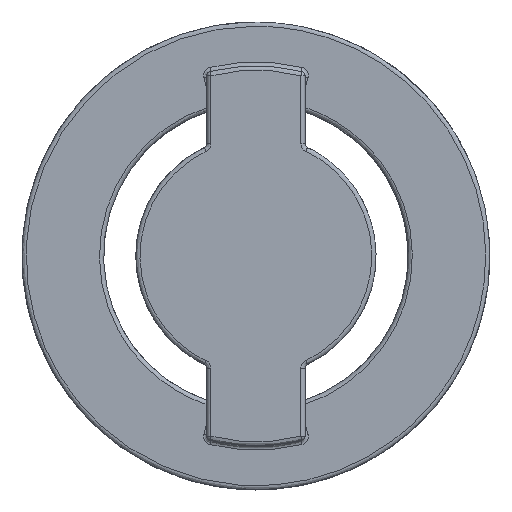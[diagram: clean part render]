
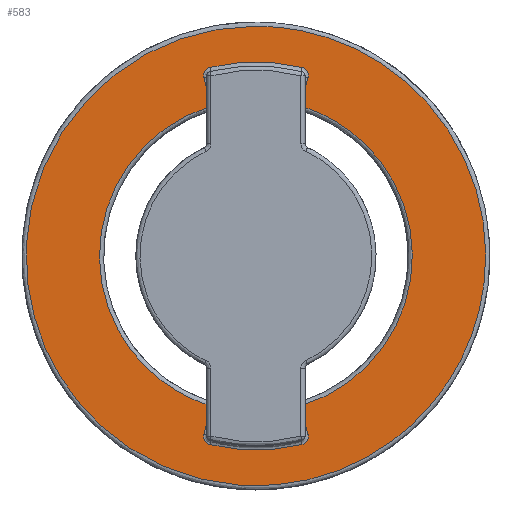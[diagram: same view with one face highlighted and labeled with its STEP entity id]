
A CAD part, left-side view. The second image highlights one B-rep face of the part: STEP entity #583.
In plain terms, the highlighted free-form (B-spline) face has degree [1, 1] with [2, 2] control points.
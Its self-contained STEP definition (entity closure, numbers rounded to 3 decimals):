
#583 = ADVANCED_FACE('',(#584,#598),#692,.T.);
#584 = FACE_BOUND('',#585,.T.);
#585 = EDGE_LOOP('',(#586));
#586 = ORIENTED_EDGE('',*,*,#587,.T.);
#587 = EDGE_CURVE('',#588,#588,#590,.T.);
#588 = VERTEX_POINT('',#589);
#589 = CARTESIAN_POINT('',(-13.,0.,20.112));
#590 = ( BOUNDED_CURVE() B_SPLINE_CURVE(2,(#591,#592,#593,#594,#595,#596
,#597),.UNSPECIFIED.,.T.,.F.) B_SPLINE_CURVE_WITH_KNOTS((1,2,2,2,2,1),(
    -2.094,0.,2.094,4.189,6.283,
8.378),.UNSPECIFIED.) CURVE() GEOMETRIC_REPRESENTATION_ITEM() 
RATIONAL_B_SPLINE_CURVE((1.,0.5,1.,0.5,1.,0.5,1.)) REPRESENTATION_ITEM(
  '') );
#591 = CARTESIAN_POINT('',(-13.,0.,20.112));
#592 = CARTESIAN_POINT('',(-13.,34.836,
    20.112));
#593 = CARTESIAN_POINT('',(-13.,17.418,
    -10.056));
#594 = CARTESIAN_POINT('',(-13.,0.,
    -40.225));
#595 = CARTESIAN_POINT('',(-13.,-17.418,
    -10.056));
#596 = CARTESIAN_POINT('',(-13.,-34.836,
    20.112));
#597 = CARTESIAN_POINT('',(-13.,0.,20.112));
#598 = FACE_BOUND('',#599,.T.);
#599 = EDGE_LOOP('',(#600,#610,#618,#626,#633,#641,#648,#656,#664,#672,
    #679,#687));
#600 = ORIENTED_EDGE('',*,*,#601,.F.);
#601 = EDGE_CURVE('',#602,#604,#606,.T.);
#602 = VERTEX_POINT('',#603);
#603 = CARTESIAN_POINT('',(-13.,4.028,16.508)
  );
#604 = VERTEX_POINT('',#605);
#605 = CARTESIAN_POINT('',(-13.,4.561,15.608
    ));
#606 = ( BOUNDED_CURVE() B_SPLINE_CURVE(2,(#607,#608,#609),
.UNSPECIFIED.,.F.,.F.) B_SPLINE_CURVE_WITH_KNOTS((3,3),(0.239,
1.833),.PIECEWISE_BEZIER_KNOTS.) CURVE() 
GEOMETRIC_REPRESENTATION_ITEM() RATIONAL_B_SPLINE_CURVE((1.,
0.699,1.)) REPRESENTATION_ITEM('') );
#607 = CARTESIAN_POINT('',(-13.,4.028,16.508)
  );
#608 = CARTESIAN_POINT('',(-13.,4.754,16.331
    ));
#609 = CARTESIAN_POINT('',(-13.,4.561,15.608
    ));
#610 = ORIENTED_EDGE('',*,*,#611,.F.);
#611 = EDGE_CURVE('',#612,#602,#614,.T.);
#612 = VERTEX_POINT('',#613);
#613 = CARTESIAN_POINT('',(-13.,-4.028,16.508
    ));
#614 = ( BOUNDED_CURVE() B_SPLINE_CURVE(2,(#615,#616,#617),
.UNSPECIFIED.,.F.,.F.) B_SPLINE_CURVE_WITH_KNOTS((3,3),(6.044,
6.523),.PIECEWISE_BEZIER_KNOTS.) CURVE() 
GEOMETRIC_REPRESENTATION_ITEM() RATIONAL_B_SPLINE_CURVE((1.,
0.972,1.)) REPRESENTATION_ITEM('') );
#615 = CARTESIAN_POINT('',(-13.,-4.028,16.508
    ));
#616 = CARTESIAN_POINT('',(-13.,0.,
    17.491));
#617 = CARTESIAN_POINT('',(-13.,4.028,16.508)
  );
#618 = ORIENTED_EDGE('',*,*,#619,.F.);
#619 = EDGE_CURVE('',#620,#612,#622,.T.);
#620 = VERTEX_POINT('',#621);
#621 = CARTESIAN_POINT('',(-13.,-4.561,
    15.608));
#622 = ( BOUNDED_CURVE() B_SPLINE_CURVE(2,(#623,#624,#625),
.UNSPECIFIED.,.F.,.F.) B_SPLINE_CURVE_WITH_KNOTS((3,3),(4.451,
6.044),.PIECEWISE_BEZIER_KNOTS.) CURVE() 
GEOMETRIC_REPRESENTATION_ITEM() RATIONAL_B_SPLINE_CURVE((1.,
0.699,1.)) REPRESENTATION_ITEM('') );
#623 = CARTESIAN_POINT('',(-13.,-4.561,
    15.608));
#624 = CARTESIAN_POINT('',(-13.,-4.754,
    16.331));
#625 = CARTESIAN_POINT('',(-13.,-4.028,16.508
    ));
#626 = ORIENTED_EDGE('',*,*,#627,.T.);
#627 = EDGE_CURVE('',#620,#628,#630,.T.);
#628 = VERTEX_POINT('',#629);
#629 = CARTESIAN_POINT('',(-13.,-3.895,
    13.126));
#630 = B_SPLINE_CURVE_WITH_KNOTS('',1,(#631,#632),.UNSPECIFIED.,.F.,.F.,
  (2,2),(-2.674,0.005),.PIECEWISE_BEZIER_KNOTS.);
#631 = CARTESIAN_POINT('',(-13.,-4.561,
    15.608));
#632 = CARTESIAN_POINT('',(-13.,-3.895,
    13.126));
#633 = ORIENTED_EDGE('',*,*,#634,.F.);
#634 = EDGE_CURVE('',#635,#628,#637,.T.);
#635 = VERTEX_POINT('',#636);
#636 = CARTESIAN_POINT('',(-13.,-3.895,
    -13.126));
#637 = ( BOUNDED_CURVE() B_SPLINE_CURVE(2,(#638,#639,#640),
.UNSPECIFIED.,.F.,.F.) B_SPLINE_CURVE_WITH_KNOTS((3,3),(3.43,
5.995),.PIECEWISE_BEZIER_KNOTS.) CURVE() 
GEOMETRIC_REPRESENTATION_ITEM() RATIONAL_B_SPLINE_CURVE((1.,
0.285,1.)) REPRESENTATION_ITEM('') );
#638 = CARTESIAN_POINT('',(-13.,-3.895,
    -13.126));
#639 = CARTESIAN_POINT('',(-13.,-48.122,
    0.));
#640 = CARTESIAN_POINT('',(-13.,-3.895,
    13.126));
#641 = ORIENTED_EDGE('',*,*,#642,.T.);
#642 = EDGE_CURVE('',#635,#643,#645,.T.);
#643 = VERTEX_POINT('',#644);
#644 = CARTESIAN_POINT('',(-13.,-4.561,
    -15.608));
#645 = B_SPLINE_CURVE_WITH_KNOTS('',1,(#646,#647),.UNSPECIFIED.,.F.,.F.,
  (2,2),(-3.064,-0.385),.PIECEWISE_BEZIER_KNOTS.);
#646 = CARTESIAN_POINT('',(-13.,-3.895,
    -13.126));
#647 = CARTESIAN_POINT('',(-13.,-4.561,
    -15.608));
#648 = ORIENTED_EDGE('',*,*,#649,.F.);
#649 = EDGE_CURVE('',#650,#643,#652,.T.);
#650 = VERTEX_POINT('',#651);
#651 = CARTESIAN_POINT('',(-13.,-4.028,-16.508)
  );
#652 = ( BOUNDED_CURVE() B_SPLINE_CURVE(2,(#653,#654,#655),
.UNSPECIFIED.,.F.,.F.) B_SPLINE_CURVE_WITH_KNOTS((3,3),(3.381,
4.974),.PIECEWISE_BEZIER_KNOTS.) CURVE() 
GEOMETRIC_REPRESENTATION_ITEM() RATIONAL_B_SPLINE_CURVE((1.,
0.699,1.)) REPRESENTATION_ITEM('') );
#653 = CARTESIAN_POINT('',(-13.,-4.028,-16.508)
  );
#654 = CARTESIAN_POINT('',(-13.,-4.754,
    -16.331));
#655 = CARTESIAN_POINT('',(-13.,-4.561,
    -15.608));
#656 = ORIENTED_EDGE('',*,*,#657,.F.);
#657 = EDGE_CURVE('',#658,#650,#660,.T.);
#658 = VERTEX_POINT('',#659);
#659 = CARTESIAN_POINT('',(-13.,4.028,-16.508)
  );
#660 = ( BOUNDED_CURVE() B_SPLINE_CURVE(2,(#661,#662,#663),
.UNSPECIFIED.,.F.,.F.) B_SPLINE_CURVE_WITH_KNOTS((3,3),(2.902,
3.381),.PIECEWISE_BEZIER_KNOTS.) CURVE() 
GEOMETRIC_REPRESENTATION_ITEM() RATIONAL_B_SPLINE_CURVE((1.,
0.972,1.)) REPRESENTATION_ITEM('') );
#661 = CARTESIAN_POINT('',(-13.,4.028,-16.508)
  );
#662 = CARTESIAN_POINT('',(-13.,0.,
    -17.491));
#663 = CARTESIAN_POINT('',(-13.,-4.028,-16.508)
  );
#664 = ORIENTED_EDGE('',*,*,#665,.F.);
#665 = EDGE_CURVE('',#666,#658,#668,.T.);
#666 = VERTEX_POINT('',#667);
#667 = CARTESIAN_POINT('',(-13.,4.561,-15.608
    ));
#668 = ( BOUNDED_CURVE() B_SPLINE_CURVE(2,(#669,#670,#671),
.UNSPECIFIED.,.F.,.F.) B_SPLINE_CURVE_WITH_KNOTS((3,3),(1.309,
2.902),.PIECEWISE_BEZIER_KNOTS.) CURVE() 
GEOMETRIC_REPRESENTATION_ITEM() RATIONAL_B_SPLINE_CURVE((1.,
0.699,1.)) REPRESENTATION_ITEM('') );
#669 = CARTESIAN_POINT('',(-13.,4.561,-15.608
    ));
#670 = CARTESIAN_POINT('',(-13.,4.754,-16.331
    ));
#671 = CARTESIAN_POINT('',(-13.,4.028,-16.508)
  );
#672 = ORIENTED_EDGE('',*,*,#673,.F.);
#673 = EDGE_CURVE('',#674,#666,#676,.T.);
#674 = VERTEX_POINT('',#675);
#675 = CARTESIAN_POINT('',(-13.,3.895,-13.126
    ));
#676 = B_SPLINE_CURVE_WITH_KNOTS('',1,(#677,#678),.UNSPECIFIED.,.F.,.F.,
  (2,2),(33.599,36.278),.PIECEWISE_BEZIER_KNOTS.);
#677 = CARTESIAN_POINT('',(-13.,3.895,-13.126
    ));
#678 = CARTESIAN_POINT('',(-13.,4.561,-15.608
    ));
#679 = ORIENTED_EDGE('',*,*,#680,.F.);
#680 = EDGE_CURVE('',#681,#674,#683,.T.);
#681 = VERTEX_POINT('',#682);
#682 = CARTESIAN_POINT('',(-13.,3.895,13.126
    ));
#683 = ( BOUNDED_CURVE() B_SPLINE_CURVE(2,(#684,#685,#686),
.UNSPECIFIED.,.F.,.F.) B_SPLINE_CURVE_WITH_KNOTS((3,3),(0.289,
2.853),.PIECEWISE_BEZIER_KNOTS.) CURVE() 
GEOMETRIC_REPRESENTATION_ITEM() RATIONAL_B_SPLINE_CURVE((1.,
0.285,1.)) REPRESENTATION_ITEM('') );
#684 = CARTESIAN_POINT('',(-13.,3.895,13.126
    ));
#685 = CARTESIAN_POINT('',(-13.,48.122,
    0.));
#686 = CARTESIAN_POINT('',(-13.,3.895,-13.126
    ));
#687 = ORIENTED_EDGE('',*,*,#688,.F.);
#688 = EDGE_CURVE('',#604,#681,#689,.T.);
#689 = B_SPLINE_CURVE_WITH_KNOTS('',1,(#690,#691),.UNSPECIFIED.,.F.,.F.,
  (2,2),(-0.198,2.481),.PIECEWISE_BEZIER_KNOTS.);
#690 = CARTESIAN_POINT('',(-13.,4.561,15.608
    ));
#691 = CARTESIAN_POINT('',(-13.,3.895,13.126
    ));
#692 = B_SPLINE_SURFACE_WITH_KNOTS('',1,1,(
    (#693,#694)
    ,(#695,#696
    )),.UNSPECIFIED.,.F.,.F.,.F.,(2,2),(2,2),(-39.637,
    2.285),(-15.957,25.965),
  .PIECEWISE_BEZIER_KNOTS.);
#693 = CARTESIAN_POINT('',(-13.,-20.112,
    -20.112));
#694 = CARTESIAN_POINT('',(-13.,20.112,
    -20.112));
#695 = CARTESIAN_POINT('',(-13.,-20.112,
    20.112));
#696 = CARTESIAN_POINT('',(-13.,20.112,
    20.112));
